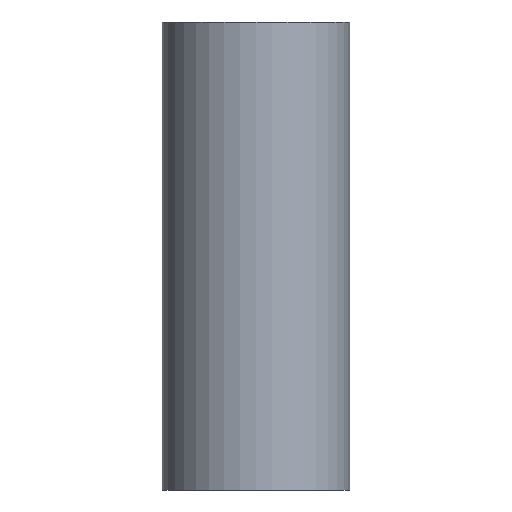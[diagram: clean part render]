
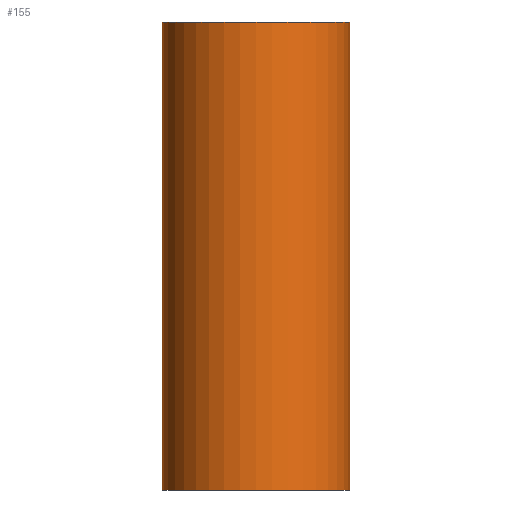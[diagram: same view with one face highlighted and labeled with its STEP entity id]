
A CAD part, front view. The second image highlights one B-rep face of the part: STEP entity #155.
In plain terms, the highlighted cylindrical face has radius 20 mm (diameter 40 mm), a partial arc.
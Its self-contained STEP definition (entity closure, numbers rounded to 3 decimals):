
#2 = VERTEX_POINT ( 'NONE', #39 ) ;
#9 = CARTESIAN_POINT ( 'NONE',  ( -20., 0., -100. ) ) ;
#36 = ORIENTED_EDGE ( 'NONE', *, *, #118, .F. ) ;
#38 = VERTEX_POINT ( 'NONE', #146 ) ;
#39 = CARTESIAN_POINT ( 'NONE',  ( -20., 0., 0. ) ) ;
#48 = DIRECTION ( 'NONE',  ( 0., 0., 1. ) ) ;
#49 = CARTESIAN_POINT ( 'NONE',  ( 20., 0., 0. ) ) ;
#53 = ORIENTED_EDGE ( 'NONE', *, *, #185, .T. ) ;
#55 = DIRECTION ( 'NONE',  ( 1., 0., 0. ) ) ;
#57 = CARTESIAN_POINT ( 'NONE',  ( 0., 0., 0. ) ) ;
#64 = EDGE_CURVE ( 'NONE', #2, #136, #76, .T. ) ;
#65 = FACE_OUTER_BOUND ( 'NONE', #70, .T. ) ;
#66 = VECTOR ( 'NONE', #48, 1000. ) ;
#67 = DIRECTION ( 'NONE',  ( 0., 0., 1. ) ) ;
#70 = EDGE_LOOP ( 'NONE', ( #36, #89, #53, #84 ) ) ;
#74 = EDGE_CURVE ( 'NONE', #182, #38, #200, .T. ) ;
#76 = CIRCLE ( 'NONE', #94, 20. ) ;
#77 = AXIS2_PLACEMENT_3D ( 'NONE', #129, #188, #110 ) ;
#78 = CARTESIAN_POINT ( 'NONE',  ( -20., 0., -100. ) ) ;
#84 = ORIENTED_EDGE ( 'NONE', *, *, #64, .F. ) ;
#89 = ORIENTED_EDGE ( 'NONE', *, *, #74, .T. ) ;
#94 = AXIS2_PLACEMENT_3D ( 'NONE', #57, #186, #55 ) ;
#96 = CARTESIAN_POINT ( 'NONE',  ( 0., 0., -100. ) ) ;
#110 = DIRECTION ( 'NONE',  ( 1., 0., 0. ) ) ;
#118 = EDGE_CURVE ( 'NONE', #182, #2, #152, .T. ) ;
#122 = VECTOR ( 'NONE', #164, 1000. ) ;
#129 = CARTESIAN_POINT ( 'NONE',  ( 0., 0., -100. ) ) ;
#132 = LINE ( 'NONE', #153, #66 ) ;
#134 = DIRECTION ( 'NONE',  ( 1., 0., 0. ) ) ;
#136 = VERTEX_POINT ( 'NONE', #49 ) ;
#146 = CARTESIAN_POINT ( 'NONE',  ( 20., 0., -100. ) ) ;
#150 = AXIS2_PLACEMENT_3D ( 'NONE', #96, #67, #134 ) ;
#152 = LINE ( 'NONE', #9, #122 ) ;
#153 = CARTESIAN_POINT ( 'NONE',  ( 20., 0., -100. ) ) ;
#155 = ADVANCED_FACE ( 'NONE', ( #65 ), #194, .T. ) ;
#164 = DIRECTION ( 'NONE',  ( 0., 0., 1. ) ) ;
#182 = VERTEX_POINT ( 'NONE', #78 ) ;
#185 = EDGE_CURVE ( 'NONE', #38, #136, #132, .T. ) ;
#186 = DIRECTION ( 'NONE',  ( 0., 0., 1. ) ) ;
#188 = DIRECTION ( 'NONE',  ( 0., 0., 1. ) ) ;
#194 = CYLINDRICAL_SURFACE ( 'NONE', #150, 20. ) ;
#200 = CIRCLE ( 'NONE', #77, 20. ) ;
